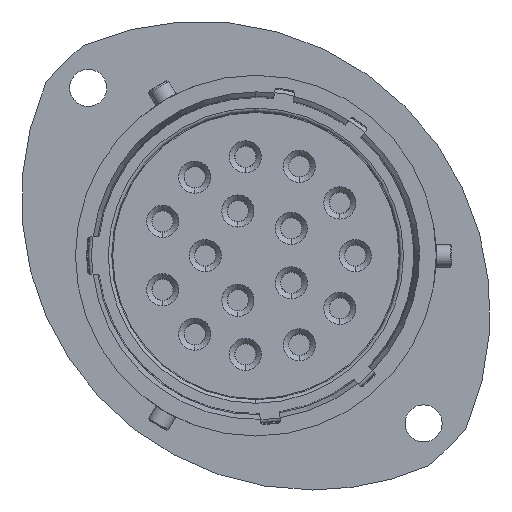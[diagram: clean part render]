
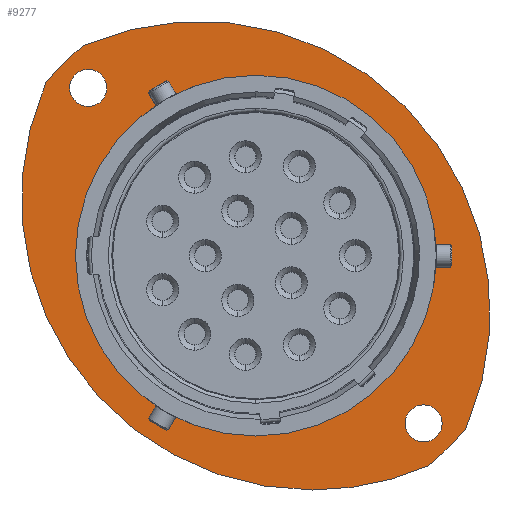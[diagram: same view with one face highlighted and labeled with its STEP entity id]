
A CAD part, left-side view. The second image highlights one B-rep face of the part: STEP entity #9277.
In plain terms, the highlighted planar face has unit normal (-1, 0, 0).
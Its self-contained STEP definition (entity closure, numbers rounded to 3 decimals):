
#1866 = CARTESIAN_POINT ( 'NONE',  ( 4.955, 22.618, 13.125 ) ) ;
#2084 = PLANE ( 'NONE',  #21397 ) ;
#2383 = CARTESIAN_POINT ( 'NONE',  ( 4.955, 26.333, 15.189 ) ) ;
#2629 = CARTESIAN_POINT ( 'NONE',  ( 4.955, 2.961, -20.508 ) ) ;
#2975 = CIRCLE ( 'NONE', #9120, 1.625 ) ;
#3160 = CIRCLE ( 'NONE', #8888, 1.625 ) ;
#3609 = DIRECTION ( 'NONE',  ( -1., 0., 0. ) ) ;
#4316 = DIRECTION ( 'NONE',  ( -1., 0., 0. ) ) ;
#5569 = EDGE_CURVE ( 'NONE', #29211, #25471, #16942, .T. ) ;
#5651 = VERTEX_POINT ( 'NONE', #2383 ) ;
#5993 = EDGE_CURVE ( 'NONE', #25471, #5651, #26344, .T. ) ;
#6341 = CARTESIAN_POINT ( 'NONE',  ( 4.955, -10.512, -15.104 ) ) ;
#6615 = CARTESIAN_POINT ( 'NONE',  ( 4.955, 7.911, 15.862 ) ) ;
#6870 = CIRCLE ( 'NONE', #14981, 25.5 ) ;
#6926 = AXIS2_PLACEMENT_3D ( 'NONE', #27904, #9282, #31047 ) ;
#7532 = CARTESIAN_POINT ( 'NONE',  ( 4.955, 7.911, 0.042 ) ) ;
#7695 = VERTEX_POINT ( 'NONE', #16373 ) ;
#7834 = DIRECTION ( 'NONE',  ( -1., 0., 0. ) ) ;
#7836 = EDGE_CURVE ( 'NONE', #33326, #14086, #22768, .T. ) ;
#7936 = CARTESIAN_POINT ( 'NONE',  ( 4.955, 7.911, 0.042 ) ) ;
#8092 = AXIS2_PLACEMENT_3D ( 'NONE', #34177, #15579, #37288 ) ;
#8888 = AXIS2_PLACEMENT_3D ( 'NONE', #22218, #3609, #25315 ) ;
#9105 = CIRCLE ( 'NONE', #11044, 15.82 ) ;
#9120 = AXIS2_PLACEMENT_3D ( 'NONE', #12533, #34264, #15662 ) ;
#9277 = ADVANCED_FACE ( 'NONE', ( #23375, #38897, #30693, #22428 ), #2084, .F. ) ;
#9282 = DIRECTION ( 'NONE',  ( -1., 0., 0. ) ) ;
#10598 = DIRECTION ( 'NONE',  ( 0., 0., 1. ) ) ;
#11023 = DIRECTION ( 'NONE',  ( 0., 0., 1. ) ) ;
#11044 = AXIS2_PLACEMENT_3D ( 'NONE', #31853, #13221, #34951 ) ;
#11057 = DIRECTION ( 'NONE',  ( -1., 0., 0. ) ) ;
#11206 = ORIENTED_EDGE ( 'NONE', *, *, #40118, .F. ) ;
#11437 = EDGE_CURVE ( 'NONE', #33881, #18040, #25500, .T. ) ;
#11466 = ORIENTED_EDGE ( 'NONE', *, *, #5569, .T. ) ;
#12498 = AXIS2_PLACEMENT_3D ( 'NONE', #7936, #29666, #11023 ) ;
#12533 = CARTESIAN_POINT ( 'NONE',  ( 4.955, 22.618, 14.75 ) ) ;
#13221 = DIRECTION ( 'NONE',  ( -1., 0., 0. ) ) ;
#13815 = ORIENTED_EDGE ( 'NONE', *, *, #25791, .F. ) ;
#13921 = ORIENTED_EDGE ( 'NONE', *, *, #26027, .F. ) ;
#14086 = VERTEX_POINT ( 'NONE', #21731 ) ;
#14144 = ORIENTED_EDGE ( 'NONE', *, *, #11437, .T. ) ;
#14281 = VERTEX_POINT ( 'NONE', #16803 ) ;
#14576 = CARTESIAN_POINT ( 'NONE',  ( 4.955, 23.731, 0.042 ) ) ;
#14593 = CARTESIAN_POINT ( 'NONE',  ( 4.955, 22.618, 14.75 ) ) ;
#14981 = AXIS2_PLACEMENT_3D ( 'NONE', #22925, #4316, #26043 ) ;
#15579 = DIRECTION ( 'NONE',  ( -1., 0., 0. ) ) ;
#15662 = DIRECTION ( 'NONE',  ( 0., 0., -1. ) ) ;
#16373 = CARTESIAN_POINT ( 'NONE',  ( 4.955, 22.618, 16.375 ) ) ;
#16803 = CARTESIAN_POINT ( 'NONE',  ( 4.955, 7.911, -15.778 ) ) ;
#16942 = CIRCLE ( 'NONE', #35998, 25.5 ) ;
#17685 = DIRECTION ( 'NONE',  ( 0., 0., -1. ) ) ;
#17700 = DIRECTION ( 'NONE',  ( 0., 0., -1. ) ) ;
#17877 = CARTESIAN_POINT ( 'NONE',  ( 4.955, -6.797, -13.04 ) ) ;
#18040 = VERTEX_POINT ( 'NONE', #21142 ) ;
#18482 = EDGE_LOOP ( 'NONE', ( #24634, #11206 ) ) ;
#21142 = CARTESIAN_POINT ( 'NONE',  ( 4.955, -7.236, -18.38 ) ) ;
#21397 = AXIS2_PLACEMENT_3D ( 'NONE', #14576, #36285, #17685 ) ;
#21731 = CARTESIAN_POINT ( 'NONE',  ( 4.955, -6.797, -16.29 ) ) ;
#22218 = CARTESIAN_POINT ( 'NONE',  ( 4.955, -6.797, -14.665 ) ) ;
#22428 = FACE_OUTER_BOUND ( 'NONE', #32442, .T. ) ;
#22768 = CIRCLE ( 'NONE', #34278, 1.625 ) ;
#22925 = CARTESIAN_POINT ( 'NONE',  ( 4.955, 2.961, 4.992 ) ) ;
#23375 = FACE_BOUND ( 'NONE', #18482, .T. ) ;
#24187 = EDGE_CURVE ( 'NONE', #18040, #29211, #38535, .T. ) ;
#24320 = ORIENTED_EDGE ( 'NONE', *, *, #36661, .F. ) ;
#24634 = ORIENTED_EDGE ( 'NONE', *, *, #40297, .F. ) ;
#24972 = ORIENTED_EDGE ( 'NONE', *, *, #5993, .T. ) ;
#25315 = DIRECTION ( 'NONE',  ( 0., 0., -1. ) ) ;
#25471 = VERTEX_POINT ( 'NONE', #26205 ) ;
#25500 = CIRCLE ( 'NONE', #6926, 25.5 ) ;
#25791 = EDGE_CURVE ( 'NONE', #38206, #14281, #9105, .T. ) ;
#26027 = EDGE_CURVE ( 'NONE', #14281, #38206, #37729, .T. ) ;
#26043 = DIRECTION ( 'NONE',  ( 0., 0., -1. ) ) ;
#26205 = CARTESIAN_POINT ( 'NONE',  ( 4.955, 23.057, 18.465 ) ) ;
#26344 = CIRCLE ( 'NONE', #39149, 23.85 ) ;
#26432 = CARTESIAN_POINT ( 'NONE',  ( 4.955, -6.797, -14.665 ) ) ;
#27045 = ORIENTED_EDGE ( 'NONE', *, *, #24187, .T. ) ;
#27904 = CARTESIAN_POINT ( 'NONE',  ( 4.955, 2.961, 4.992 ) ) ;
#28237 = EDGE_LOOP ( 'NONE', ( #24320, #38601 ) ) ;
#28761 = CIRCLE ( 'NONE', #29436, 1.625 ) ;
#29211 = VERTEX_POINT ( 'NONE', #6341 ) ;
#29252 = DIRECTION ( 'NONE',  ( -1., 0., 0. ) ) ;
#29436 = AXIS2_PLACEMENT_3D ( 'NONE', #14593, #36298, #17700 ) ;
#29575 = DIRECTION ( 'NONE',  ( 0., 0., -1. ) ) ;
#29666 = DIRECTION ( 'NONE',  ( -1., 0., 0. ) ) ;
#29704 = CARTESIAN_POINT ( 'NONE',  ( 4.955, 12.86, -4.907 ) ) ;
#30693 = FACE_BOUND ( 'NONE', #37130, .T. ) ;
#31047 = DIRECTION ( 'NONE',  ( 0., 0., -1. ) ) ;
#31853 = CARTESIAN_POINT ( 'NONE',  ( 4.955, 7.911, 0.042 ) ) ;
#32442 = EDGE_LOOP ( 'NONE', ( #35881, #14144, #27045, #11466, #24972 ) ) ;
#32793 = DIRECTION ( 'NONE',  ( 0., 0., -1. ) ) ;
#33326 = VERTEX_POINT ( 'NONE', #17877 ) ;
#33881 = VERTEX_POINT ( 'NONE', #2629 ) ;
#34177 = CARTESIAN_POINT ( 'NONE',  ( 4.955, 7.911, 0.042 ) ) ;
#34264 = DIRECTION ( 'NONE',  ( -1., 0., 0. ) ) ;
#34278 = AXIS2_PLACEMENT_3D ( 'NONE', #26432, #7834, #29575 ) ;
#34835 = VERTEX_POINT ( 'NONE', #1866 ) ;
#34951 = DIRECTION ( 'NONE',  ( 0., 0., 1. ) ) ;
#35881 = ORIENTED_EDGE ( 'NONE', *, *, #37732, .T. ) ;
#35998 = AXIS2_PLACEMENT_3D ( 'NONE', #29704, #11057, #32793 ) ;
#36285 = DIRECTION ( 'NONE',  ( 1., 0., 0. ) ) ;
#36298 = DIRECTION ( 'NONE',  ( -1., 0., 0. ) ) ;
#36661 = EDGE_CURVE ( 'NONE', #14086, #33326, #3160, .T. ) ;
#37130 = EDGE_LOOP ( 'NONE', ( #13815, #13921 ) ) ;
#37288 = DIRECTION ( 'NONE',  ( 0., 0., 1. ) ) ;
#37729 = CIRCLE ( 'NONE', #12498, 15.82 ) ;
#37732 = EDGE_CURVE ( 'NONE', #5651, #33881, #6870, .T. ) ;
#38206 = VERTEX_POINT ( 'NONE', #6615 ) ;
#38535 = CIRCLE ( 'NONE', #8092, 23.85 ) ;
#38601 = ORIENTED_EDGE ( 'NONE', *, *, #7836, .F. ) ;
#38897 = FACE_BOUND ( 'NONE', #28237, .T. ) ;
#39149 = AXIS2_PLACEMENT_3D ( 'NONE', #7532, #29252, #10598 ) ;
#40118 = EDGE_CURVE ( 'NONE', #7695, #34835, #28761, .T. ) ;
#40297 = EDGE_CURVE ( 'NONE', #34835, #7695, #2975, .T. ) ;
